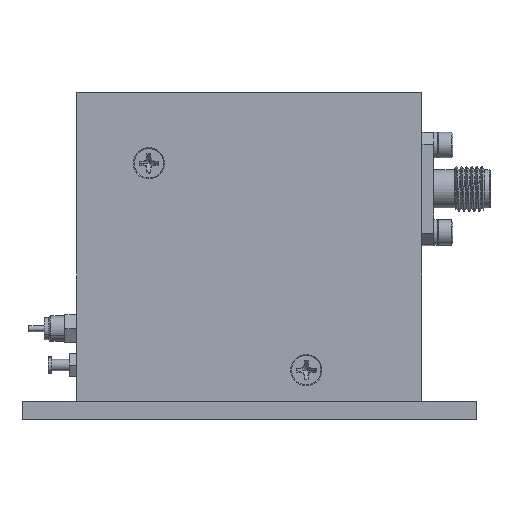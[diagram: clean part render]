
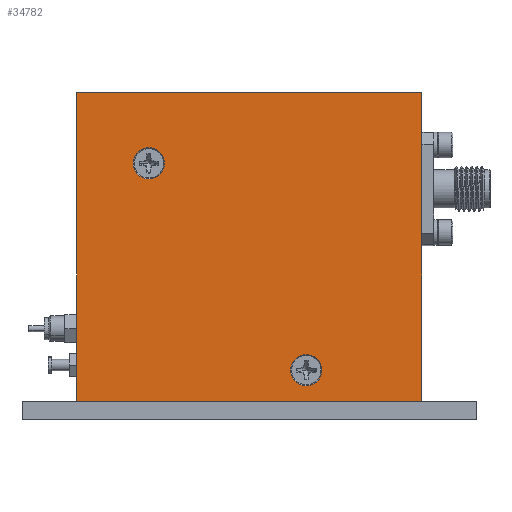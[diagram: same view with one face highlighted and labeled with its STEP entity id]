
A CAD part, front view. The second image highlights one B-rep face of the part: STEP entity #34782.
In plain terms, the highlighted planar face has unit normal (0, -1, 0).
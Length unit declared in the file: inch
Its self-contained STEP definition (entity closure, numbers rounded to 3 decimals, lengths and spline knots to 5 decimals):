
#93 = FACE_OUTER_BOUND ( 'NONE', #32515, .T. ) ;
#123 = VECTOR ( 'NONE', #27319, 39.37008 ) ;
#418 = VERTEX_POINT ( 'NONE', #7344 ) ;
#432 = VECTOR ( 'NONE', #9039, 39.37008 ) ;
#625 = FACE_BOUND ( 'NONE', #18575, .T. ) ;
#1415 = VERTEX_POINT ( 'NONE', #44545 ) ;
#2424 = DIRECTION ( 'NONE',  ( 0., -1., 0. ) ) ;
#2465 = EDGE_CURVE ( 'NONE', #1415, #39710, #6949, .T. ) ;
#4832 = AXIS2_PLACEMENT_3D ( 'NONE', #36273, #43418, #36428 ) ;
#5333 = CIRCLE ( 'NONE', #27072, 0.086 ) ;
#6949 = LINE ( 'NONE', #29568, #11365 ) ;
#7344 = CARTESIAN_POINT ( 'NONE',  ( -2.33123, -1.49479, -3.21283 ) ) ;
#7687 = EDGE_CURVE ( 'NONE', #39710, #418, #21743, .T. ) ;
#9039 = DIRECTION ( 'NONE',  ( 0., 0., 1. ) ) ;
#9279 = EDGE_CURVE ( 'NONE', #418, #41907, #10470, .T. ) ;
#9604 = VERTEX_POINT ( 'NONE', #42720 ) ;
#9684 = CARTESIAN_POINT ( 'NONE',  ( -1.93323, -1.49479, -3.60283 ) ) ;
#10470 = LINE ( 'NONE', #27154, #123 ) ;
#10535 = ORIENTED_EDGE ( 'NONE', *, *, #21757, .F. ) ;
#11365 = VECTOR ( 'NONE', #36683, 39.37008 ) ;
#12679 = CARTESIAN_POINT ( 'NONE',  ( -0.43123, -1.49479, -3.21283 ) ) ;
#12692 = DIRECTION ( 'NONE',  ( 0., -1., 0. ) ) ;
#12924 = DIRECTION ( 'NONE',  ( 0., 0., -1. ) ) ;
#14764 = CARTESIAN_POINT ( 'NONE',  ( -1.38123, -1.49479, -4.06283 ) ) ;
#15345 = CARTESIAN_POINT ( 'NONE',  ( -1.93323, -1.49479, -3.68883 ) ) ;
#15887 = DIRECTION ( 'NONE',  ( 0., 0., -1. ) ) ;
#16569 = EDGE_CURVE ( 'NONE', #44889, #23348, #21430, .T. ) ;
#17402 = EDGE_CURVE ( 'NONE', #9604, #29207, #44554, .T. ) ;
#17553 = FACE_BOUND ( 'NONE', #40341, .T. ) ;
#17840 = DIRECTION ( 'NONE',  ( 0., 0., 1. ) ) ;
#17944 = ORIENTED_EDGE ( 'NONE', *, *, #16569, .F. ) ;
#18286 = AXIS2_PLACEMENT_3D ( 'NONE', #9684, #27246, #20115 ) ;
#18433 = ORIENTED_EDGE ( 'NONE', *, *, #21037, .F. ) ;
#18575 = EDGE_LOOP ( 'NONE', ( #18433, #17944 ) ) ;
#19284 = CIRCLE ( 'NONE', #31681, 0.086 ) ;
#20115 = DIRECTION ( 'NONE',  ( 0., 0., -1. ) ) ;
#21037 = EDGE_CURVE ( 'NONE', #23348, #44889, #19284, .T. ) ;
#21430 = CIRCLE ( 'NONE', #18286, 0.086 ) ;
#21689 = DIRECTION ( 'NONE',  ( 0., 1., 0. ) ) ;
#21743 = LINE ( 'NONE', #30130, #432 ) ;
#21757 = EDGE_CURVE ( 'NONE', #41907, #1415, #29266, .T. ) ;
#22165 = ORIENTED_EDGE ( 'NONE', *, *, #41390, .F. ) ;
#23348 = VERTEX_POINT ( 'NONE', #15345 ) ;
#23540 = CARTESIAN_POINT ( 'NONE',  ( -1.93323, -1.49479, -3.60283 ) ) ;
#26509 = ORIENTED_EDGE ( 'NONE', *, *, #7687, .F. ) ;
#27072 = AXIS2_PLACEMENT_3D ( 'NONE', #30270, #12692, #37380 ) ;
#27154 = CARTESIAN_POINT ( 'NONE',  ( -0.43123, -1.49479, -3.21283 ) ) ;
#27246 = DIRECTION ( 'NONE',  ( 0., -1., 0. ) ) ;
#27319 = DIRECTION ( 'NONE',  ( 1., 0., 0. ) ) ;
#27601 = CARTESIAN_POINT ( 'NONE',  ( -1.06723, -1.49479, -4.82683 ) ) ;
#27625 = CARTESIAN_POINT ( 'NONE',  ( -2.33123, -1.49479, -4.91283 ) ) ;
#29207 = VERTEX_POINT ( 'NONE', #27601 ) ;
#29266 = LINE ( 'NONE', #12679, #44259 ) ;
#29568 = CARTESIAN_POINT ( 'NONE',  ( -0.43123, -1.49479, -4.91283 ) ) ;
#30130 = CARTESIAN_POINT ( 'NONE',  ( -2.33123, -1.49479, -3.21283 ) ) ;
#30270 = CARTESIAN_POINT ( 'NONE',  ( -1.06723, -1.49479, -4.74083 ) ) ;
#31065 = CARTESIAN_POINT ( 'NONE',  ( -1.93323, -1.49479, -3.51683 ) ) ;
#31681 = AXIS2_PLACEMENT_3D ( 'NONE', #23540, #2424, #12924 ) ;
#31853 = AXIS2_PLACEMENT_3D ( 'NONE', #14764, #21689, #17840 ) ;
#32515 = EDGE_LOOP ( 'NONE', ( #26509, #38378, #10535, #38075 ) ) ;
#34495 = CARTESIAN_POINT ( 'NONE',  ( -0.43123, -1.49479, -3.21283 ) ) ;
#34782 = ADVANCED_FACE ( 'NONE', ( #625, #17553, #93 ), #42918, .F. ) ;
#36273 = CARTESIAN_POINT ( 'NONE',  ( -1.06723, -1.49479, -4.74083 ) ) ;
#36428 = DIRECTION ( 'NONE',  ( 0., 0., -1. ) ) ;
#36683 = DIRECTION ( 'NONE',  ( -1., 0., 0. ) ) ;
#37380 = DIRECTION ( 'NONE',  ( 0., 0., -1. ) ) ;
#38075 = ORIENTED_EDGE ( 'NONE', *, *, #9279, .F. ) ;
#38378 = ORIENTED_EDGE ( 'NONE', *, *, #2465, .F. ) ;
#39710 = VERTEX_POINT ( 'NONE', #27625 ) ;
#40341 = EDGE_LOOP ( 'NONE', ( #22165, #43158 ) ) ;
#41390 = EDGE_CURVE ( 'NONE', #29207, #9604, #5333, .T. ) ;
#41907 = VERTEX_POINT ( 'NONE', #34495 ) ;
#42720 = CARTESIAN_POINT ( 'NONE',  ( -1.06723, -1.49479, -4.65483 ) ) ;
#42918 = PLANE ( 'NONE',  #31853 ) ;
#43158 = ORIENTED_EDGE ( 'NONE', *, *, #17402, .F. ) ;
#43418 = DIRECTION ( 'NONE',  ( 0., -1., 0. ) ) ;
#44259 = VECTOR ( 'NONE', #15887, 39.37008 ) ;
#44545 = CARTESIAN_POINT ( 'NONE',  ( -0.43123, -1.49479, -4.91283 ) ) ;
#44554 = CIRCLE ( 'NONE', #4832, 0.086 ) ;
#44889 = VERTEX_POINT ( 'NONE', #31065 ) ;
